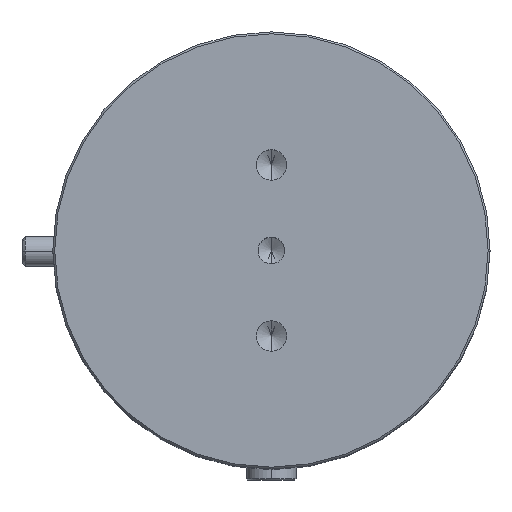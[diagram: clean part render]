
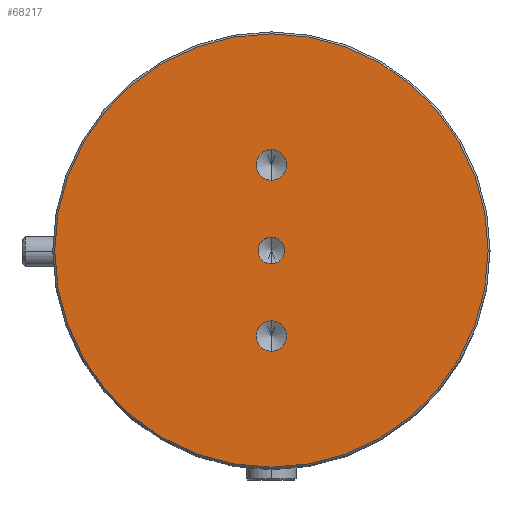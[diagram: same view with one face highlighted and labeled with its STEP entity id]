
A CAD part, top view. The second image highlights one B-rep face of the part: STEP entity #68217.
In plain terms, the highlighted planar face has unit normal (0, 0, 1).
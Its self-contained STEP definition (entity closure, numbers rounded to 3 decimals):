
#17842=CARTESIAN_POINT('',(0.,0.,130.));
#17843=DIRECTION('',(0.,0.,-1.));
#17844=DIRECTION('',(0.,1.,0.));
#17845=AXIS2_PLACEMENT_3D('',#17842,#17843,#17844);
#17860=CARTESIAN_POINT('',(0.,22.5,130.));
#17861=DIRECTION('',(0.,0.,-1.));
#17862=DIRECTION('',(0.,-1.,0.));
#17863=AXIS2_PLACEMENT_3D('',#17860,#17861,#17862);
#17865=CARTESIAN_POINT('',(0.,22.5,130.));
#17866=DIRECTION('',(0.,0.,-1.));
#17867=DIRECTION('',(0.,1.,0.));
#17868=AXIS2_PLACEMENT_3D('',#17865,#17866,#17867);
#17870=CARTESIAN_POINT('',(0.,-22.5,130.));
#17871=DIRECTION('',(0.,0.,1.));
#17872=DIRECTION('',(0.,1.,0.));
#17873=AXIS2_PLACEMENT_3D('',#17870,#17871,#17872);
#17875=CARTESIAN_POINT('',(0.,-22.5,130.));
#17876=DIRECTION('',(0.,0.,1.));
#17877=DIRECTION('',(0.,-1.,0.));
#17878=AXIS2_PLACEMENT_3D('',#17875,#17876,#17877);
#17880=CARTESIAN_POINT('',(0.,0.,130.));
#17881=DIRECTION('',(0.,0.,-1.));
#17882=DIRECTION('',(0.,-1.,0.));
#17883=AXIS2_PLACEMENT_3D('',#17880,#17881,#17882);
#17885=CARTESIAN_POINT('',(0.,0.,130.));
#17886=DIRECTION('',(0.,0.,-1.));
#17887=DIRECTION('',(0.,1.,0.));
#17888=AXIS2_PLACEMENT_3D('',#17885,#17886,#17887);
#17890=CARTESIAN_POINT('',(0.,0.,130.));
#17891=DIRECTION('',(0.,0.,1.));
#17892=DIRECTION('',(0.,1.,0.));
#17893=AXIS2_PLACEMENT_3D('',#17890,#17891,#17892);
#49395=CARTESIAN_POINT('',(0.,18.5,130.));
#49396=CARTESIAN_POINT('',(0.,26.5,130.));
#49397=VERTEX_POINT('',#49395);
#49398=VERTEX_POINT('',#49396);
#49405=CARTESIAN_POINT('',(0.,-18.5,130.));
#49406=CARTESIAN_POINT('',(0.,-26.5,130.));
#49407=VERTEX_POINT('',#49405);
#49408=VERTEX_POINT('',#49406);
#49415=CARTESIAN_POINT('',(0.,-3.5,130.));
#49416=CARTESIAN_POINT('',(0.,3.5,130.));
#49417=VERTEX_POINT('',#49415);
#49418=VERTEX_POINT('',#49416);
#49419=CARTESIAN_POINT('',(0.,57.,130.));
#49420=CARTESIAN_POINT('',(0.,-57.,130.));
#49421=VERTEX_POINT('',#49419);
#49422=VERTEX_POINT('',#49420);
#68189=CARTESIAN_POINT('',(0.,0.,130.));
#68190=DIRECTION('',(0.,0.,-1.));
#68191=DIRECTION('',(0.,-1.,0.));
#68192=AXIS2_PLACEMENT_3D('',#68189,#68190,#68191);
#68193=PLANE('',#68192);
#68195=ORIENTED_EDGE('',*,*,#68194,.F.);
#68196=ORIENTED_EDGE('',*,*,#68179,.T.);
#68197=EDGE_LOOP('',(#68195,#68196));
#68198=FACE_OUTER_BOUND('',#68197,.F.);
#68200=ORIENTED_EDGE('',*,*,#68199,.F.);
#68202=ORIENTED_EDGE('',*,*,#68201,.F.);
#68203=EDGE_LOOP('',(#68200,#68202));
#68204=FACE_BOUND('',#68203,.F.);
#68206=ORIENTED_EDGE('',*,*,#68205,.T.);
#68208=ORIENTED_EDGE('',*,*,#68207,.T.);
#68209=EDGE_LOOP('',(#68206,#68208));
#68210=FACE_BOUND('',#68209,.F.);
#68212=ORIENTED_EDGE('',*,*,#68211,.F.);
#68214=ORIENTED_EDGE('',*,*,#68213,.F.);
#68215=EDGE_LOOP('',(#68212,#68214));
#68216=FACE_BOUND('',#68215,.F.);
#68217=ADVANCED_FACE('',(#68198,#68204,#68210,#68216),#68193,.F.);
#17846=CIRCLE('',#17845,57.);
#17864=CIRCLE('',#17863,4.);
#17869=CIRCLE('',#17868,4.);
#17874=CIRCLE('',#17873,4.);
#17879=CIRCLE('',#17878,4.);
#17884=CIRCLE('',#17883,3.5);
#17889=CIRCLE('',#17888,3.5);
#17894=CIRCLE('',#17893,57.);
#68179=EDGE_CURVE('',#49421,#49422,#17846,.T.);
#68194=EDGE_CURVE('',#49421,#49422,#17894,.T.);
#68199=EDGE_CURVE('',#49397,#49398,#17864,.T.);
#68201=EDGE_CURVE('',#49398,#49397,#17869,.T.);
#68205=EDGE_CURVE('',#49407,#49408,#17874,.T.);
#68207=EDGE_CURVE('',#49408,#49407,#17879,.T.);
#68211=EDGE_CURVE('',#49417,#49418,#17884,.T.);
#68213=EDGE_CURVE('',#49418,#49417,#17889,.T.);
